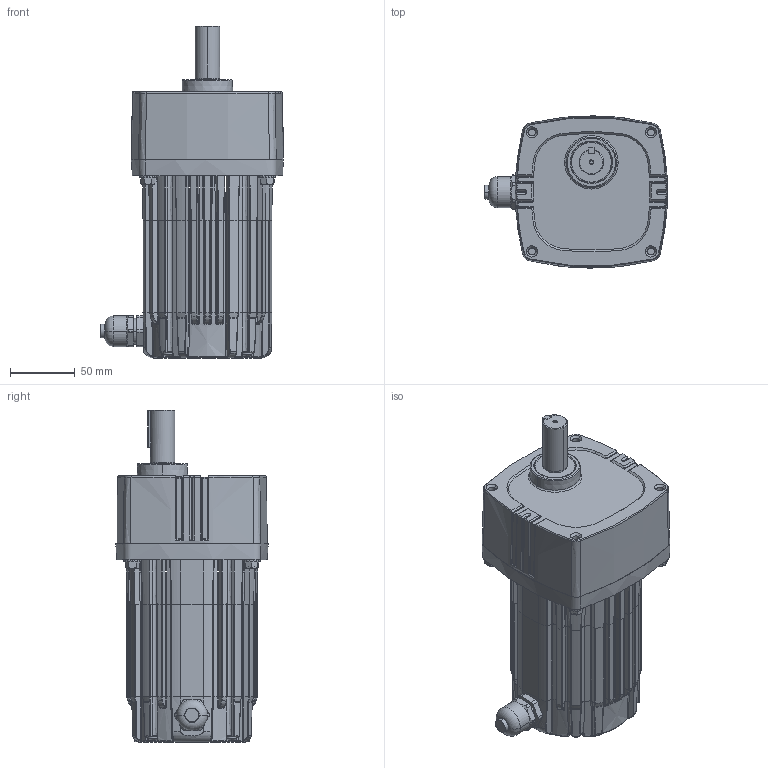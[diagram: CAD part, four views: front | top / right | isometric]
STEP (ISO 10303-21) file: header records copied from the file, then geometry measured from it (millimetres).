
FILE_DESCRIPTION (( 'STEP AP203' ), '1' );
FILE_NAME ('INFM0276.STEP', '2013-06-18T03:41:34', ( '' ), ( '' ), 'SwSTEP 2.0', 'SolidWorks 2012', '' );
FILE_SCHEMA (( 'CONFIG_CONTROL_DESIGN' ));
Length unit declared in the file: inch
Products named in the file (1): INFM0276
Bounding box: 141.55 x 117.83 x 256.77 mm (x, y, z)
Surface area: 138553.9 mm2 (no closed solid volume)
Topology: 0 solids, 26 shells, 1142 faces, 3494 edges, 2299 vertices
Faces by surface type: bspline 432, plane 264, cylinder 203, cone 126, torus 107, sphere 10
Entity records: 50414 total; most frequent: CARTESIAN_POINT 23733, ORIENTED_EDGE 5890, DIRECTION 4619, EDGE_CURVE 3485, VERTEX_POINT 2299, AXIS2_PLACEMENT_3D 1937, B_SPLINE_CURVE_WITH_KNOTS 1383, CIRCLE 1226
